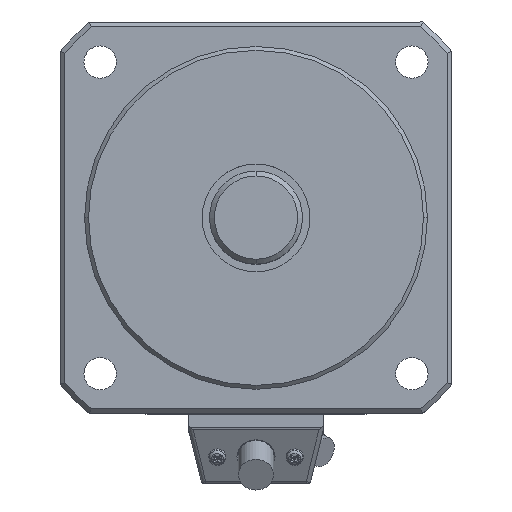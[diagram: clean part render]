
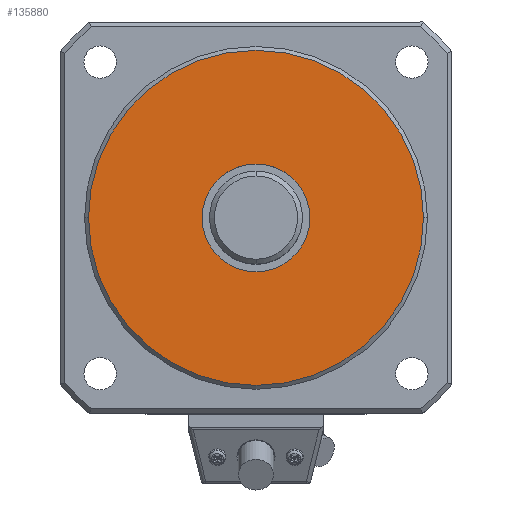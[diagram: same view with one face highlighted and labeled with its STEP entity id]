
A CAD part, top view. The second image highlights one B-rep face of the part: STEP entity #135880.
In plain terms, the highlighted face is planar.
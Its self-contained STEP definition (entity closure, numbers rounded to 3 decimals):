
#135530=CARTESIAN_POINT('',(-37.75,0.,-9.9));
#135540=DIRECTION('',(0.,0.,-1.));
#135550=DIRECTION('',(-1.,0.,0.));
#135560=AXIS2_PLACEMENT_3D('',#135530,#135540,#135550);
#135570=PLANE('',#135560);
#135580=CARTESIAN_POINT('',(0.,0.,-9.9));
#135590=DIRECTION('',(0.,0.,-1.));
#135600=DIRECTION('',(-1.,0.,0.));
#135610=AXIS2_PLACEMENT_3D('',#135580,#135590,#135600);
#135620=CIRCLE('',#135610,11.);
#135630=CARTESIAN_POINT('',(-11.,0.,-9.9));
#135640=VERTEX_POINT('',#135630);
#135650=CARTESIAN_POINT('',(11.,0.,-9.9))
;
#135660=VERTEX_POINT('',#135650);
#135670=EDGE_CURVE('',#135640,#135660,#135620,.T.);
#135680=ORIENTED_EDGE('',*,*,#135670,.F.);
#135690=EDGE_CURVE('',#135660,#135640,#135620,.T.);
#135700=ORIENTED_EDGE('',*,*,#135690,.F.);
#135710=EDGE_LOOP('',(#135700,#135680));
#135720=FACE_BOUND('',#135710,.T.);
#135730=CARTESIAN_POINT('',(0.,0.,-9.9));
#135740=DIRECTION('',(0.,0.,-1.));
#135750=DIRECTION('',(-1.,0.,0.));
#135760=AXIS2_PLACEMENT_3D('',#135730,#135740,#135750);
#135770=CIRCLE('',#135760,34.2);
#135780=CARTESIAN_POINT('',(-34.2,0.,-9.9
));
#135790=VERTEX_POINT('',#135780);
#135800=CARTESIAN_POINT('',(34.2,0.,-9.9));
#135810=VERTEX_POINT('',#135800);
#135820=EDGE_CURVE('',#135790,#135810,#135770,.T.);
#135830=ORIENTED_EDGE('',*,*,#135820,.T.);
#135840=EDGE_CURVE('',#135810,#135790,#135770,.T.);
#135850=ORIENTED_EDGE('',*,*,#135840,.T.);
#135860=EDGE_LOOP('',(#135850,#135830));
#135870=FACE_OUTER_BOUND('',#135860,.T.);
#135880=ADVANCED_FACE('',(#135720,#135870),#135570,.T.);
